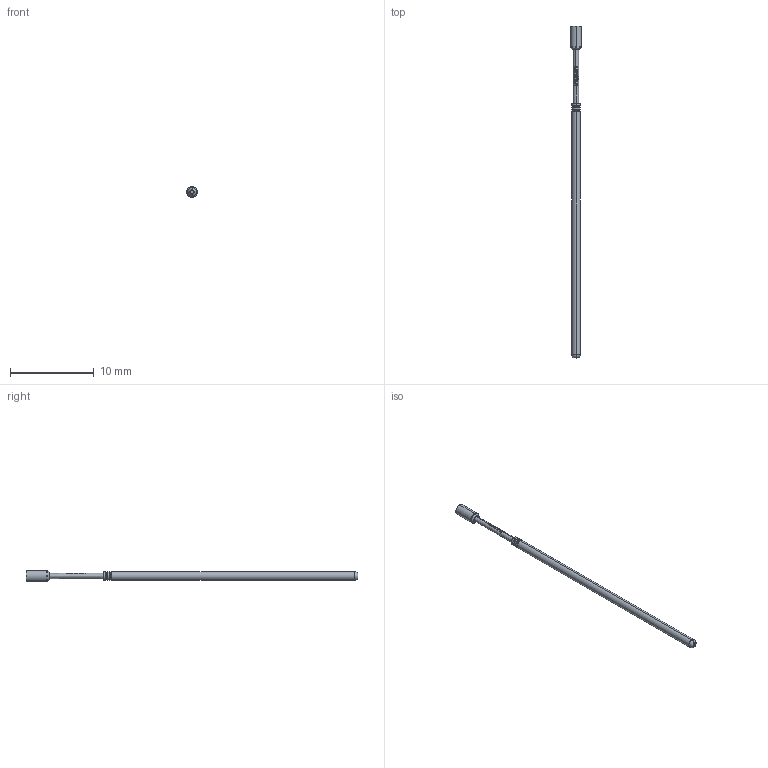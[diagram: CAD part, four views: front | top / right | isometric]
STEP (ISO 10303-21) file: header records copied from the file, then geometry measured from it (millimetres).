
FILE_DESCRIPTION (( 'STEP AP203' ), '1' );
FILE_NAME ('INGUN_GKS-075_006_130_A_xx00_E.STEP', '2021-09-27T07:39:33', ( 'ochi' ), ( '' ), 'SwSTEP 2.0', 'SolidWorks 2018', '' );
FILE_SCHEMA (( 'CONFIG_CONTROL_DESIGN' ));
Length unit declared in the file: millimetre
Products named in the file (1): INGUN_GKS-075_006_130_A_xx00_E
Bounding box: 1.3 x 39.6 x 1.3 mm (x, y, z)
Volume: 29.8 mm3; surface area: 132.2 mm2
Topology: 1 solids, 2 shells, 141 faces, 353 edges, 219 vertices
Faces by surface type: bspline 52, plane 41, cone 20, cylinder 18, torus 10
Entity records: 5288 total; most frequent: CARTESIAN_POINT 2398, ORIENTED_EDGE 706, DIRECTION 393, EDGE_CURVE 353, VERTEX_POINT 219, B_SPLINE_CURVE_WITH_KNOTS 174, AXIS2_PLACEMENT_3D 154, EDGE_LOOP 146
